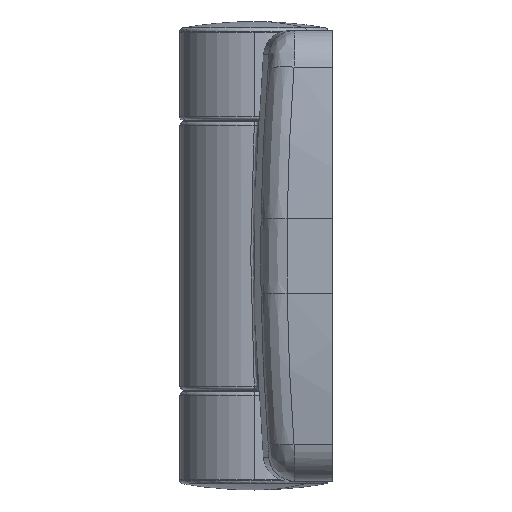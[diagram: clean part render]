
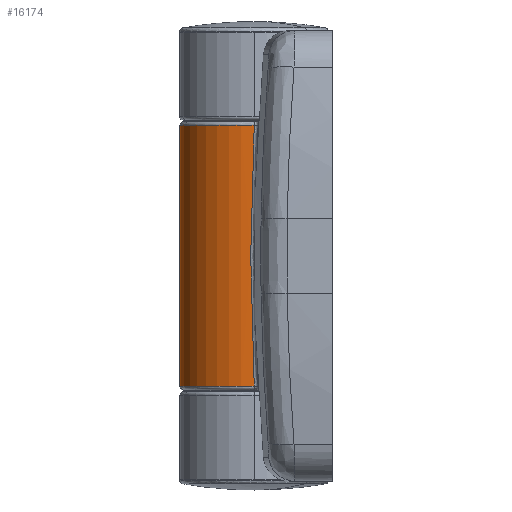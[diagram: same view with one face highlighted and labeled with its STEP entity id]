
A CAD part, left-side view. The second image highlights one B-rep face of the part: STEP entity #16174.
In plain terms, the highlighted cylindrical face has radius 10 mm (diameter 20 mm), a partial arc.
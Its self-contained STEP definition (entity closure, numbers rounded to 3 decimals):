
#253 = CARTESIAN_POINT ( 'NONE',  ( -10., 0., 17.023 ) ) ;
#965 = ORIENTED_EDGE ( 'NONE', *, *, #5453, .T. ) ;
#1864 = DIRECTION ( 'NONE',  ( 0., 0., 1. ) ) ;
#1916 = EDGE_CURVE ( 'NONE', #3530, #10515, #27347, .T. ) ;
#2642 = CARTESIAN_POINT ( 'NONE',  ( -10., 0., -30. ) ) ;
#3530 = VERTEX_POINT ( 'NONE', #6273 ) ;
#3682 = VERTEX_POINT ( 'NONE', #253 ) ;
#4010 = DIRECTION ( 'NONE',  ( 0., 0., 1. ) ) ;
#4266 = DIRECTION ( 'NONE',  ( 1., 0., 0. ) ) ;
#4597 = FACE_OUTER_BOUND ( 'NONE', #10579, .T. ) ;
#4811 = EDGE_CURVE ( 'NONE', #11796, #3682, #22809, .T. ) ;
#5453 = EDGE_CURVE ( 'NONE', #18575, #11796, #29551, .T. ) ;
#5916 = DIRECTION ( 'NONE',  ( 0., 0., 1. ) ) ;
#6143 = CARTESIAN_POINT ( 'NONE',  ( -10., 0., -30. ) ) ;
#6273 = CARTESIAN_POINT ( 'NONE',  ( 10., 0., -17.5 ) ) ;
#6787 = CARTESIAN_POINT ( 'NONE',  ( 0., 0., -30. ) ) ;
#7815 = ORIENTED_EDGE ( 'NONE', *, *, #19690, .T. ) ;
#8253 = CYLINDRICAL_SURFACE ( 'NONE', #29268, 10. ) ;
#9067 = VECTOR ( 'NONE', #31852, 1000. ) ;
#9158 = VECTOR ( 'NONE', #5916, 1000. ) ;
#9425 = DIRECTION ( 'NONE',  ( 0., 0., 1. ) ) ;
#10515 = VERTEX_POINT ( 'NONE', #27683 ) ;
#10579 = EDGE_LOOP ( 'NONE', ( #31119, #965, #14320, #7815, #31056, #29843 ) ) ;
#11637 = AXIS2_PLACEMENT_3D ( 'NONE', #17755, #1864, #20421 ) ;
#11796 = VERTEX_POINT ( 'NONE', #29991 ) ;
#13167 = VECTOR ( 'NONE', #22862, 1000. ) ;
#14320 = ORIENTED_EDGE ( 'NONE', *, *, #4811, .T. ) ;
#15860 = CARTESIAN_POINT ( 'NONE',  ( -10., 0., -17.5 ) ) ;
#16162 = LINE ( 'NONE', #2642, #9067 ) ;
#16174 = ADVANCED_FACE ( 'NONE', ( #4597 ), #8253, .T. ) ;
#16970 = AXIS2_PLACEMENT_3D ( 'NONE', #19878, #4010, #22554 ) ;
#17477 = CIRCLE ( 'NONE', #16970, 10. ) ;
#17755 = CARTESIAN_POINT ( 'NONE',  ( 0., 0., -17.5 ) ) ;
#18575 = VERTEX_POINT ( 'NONE', #15860 ) ;
#19285 = CARTESIAN_POINT ( 'NONE',  ( -10., 0., 17.023 ) ) ;
#19409 = CARTESIAN_POINT ( 'NONE',  ( -10., 0.307, 11.349 ) ) ;
#19445 = CARTESIAN_POINT ( 'NONE',  ( -9.979, 0.613, 0. ) ) ;
#19690 = EDGE_CURVE ( 'NONE', #3682, #23988, #16162, .T. ) ;
#19738 = CARTESIAN_POINT ( 'NONE',  ( -10., 0., -17.023 ) ) ;
#19878 = CARTESIAN_POINT ( 'NONE',  ( 0., 0., 17.5 ) ) ;
#20104 = CARTESIAN_POINT ( 'NONE',  ( -10., 0.307, -11.349 ) ) ;
#20421 = DIRECTION ( 'NONE',  ( 1., 0., 0. ) ) ;
#22554 = DIRECTION ( 'NONE',  ( -1., 0., 0. ) ) ;
#22809 = B_SPLINE_CURVE_WITH_KNOTS ( 'NONE', 3,
 ( #19738, #20104, #19445, #19409, #19285 ),
 .UNSPECIFIED., .F., .F.,
 ( 4, 1, 4 ),
 ( 0., 0.5, 1. ),
 .UNSPECIFIED. ) ;
#22862 = DIRECTION ( 'NONE',  ( 0., 0., 1. ) ) ;
#22929 = CARTESIAN_POINT ( 'NONE',  ( 10., 0., -30. ) ) ;
#23517 = EDGE_CURVE ( 'NONE', #10515, #23988, #17477, .T. ) ;
#23988 = VERTEX_POINT ( 'NONE', #28264 ) ;
#27347 = LINE ( 'NONE', #22929, #13167 ) ;
#27683 = CARTESIAN_POINT ( 'NONE',  ( 10., 0., 17.5 ) ) ;
#28264 = CARTESIAN_POINT ( 'NONE',  ( -10., 0., 17.5 ) ) ;
#29268 = AXIS2_PLACEMENT_3D ( 'NONE', #6787, #9425, #4266 ) ;
#29551 = LINE ( 'NONE', #6143, #9158 ) ;
#29843 = ORIENTED_EDGE ( 'NONE', *, *, #1916, .F. ) ;
#29991 = CARTESIAN_POINT ( 'NONE',  ( -10., 0., -17.023 ) ) ;
#31056 = ORIENTED_EDGE ( 'NONE', *, *, #23517, .F. ) ;
#31119 = ORIENTED_EDGE ( 'NONE', *, *, #34131, .T. ) ;
#31852 = DIRECTION ( 'NONE',  ( 0., 0., 1. ) ) ;
#31901 = CIRCLE ( 'NONE', #11637, 10. ) ;
#34131 = EDGE_CURVE ( 'NONE', #3530, #18575, #31901, .T. ) ;
